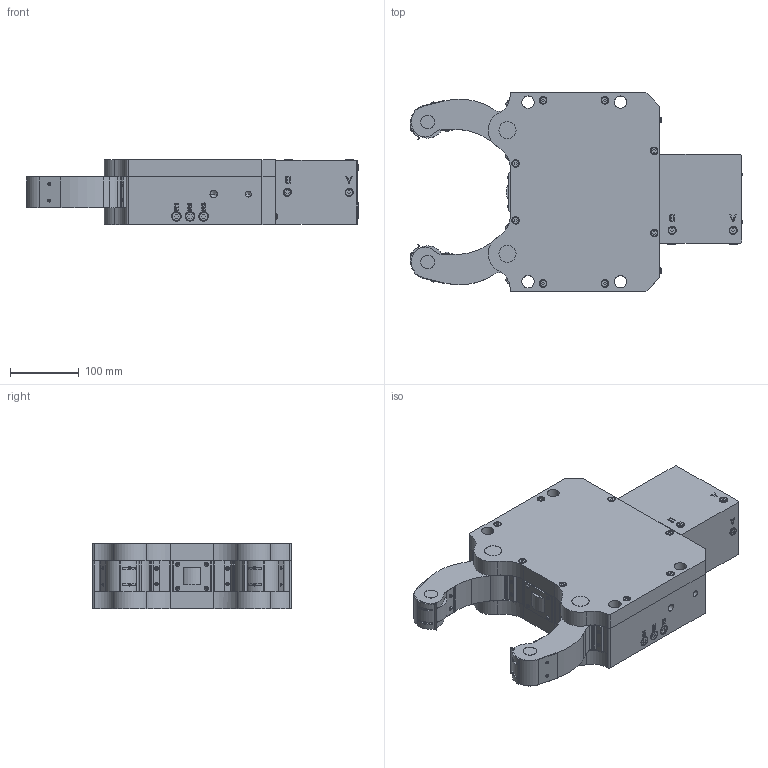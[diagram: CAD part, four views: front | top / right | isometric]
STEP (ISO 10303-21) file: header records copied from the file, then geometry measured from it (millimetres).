
FILE_DESCRIPTION (( 'STEP AP203' ), '1' );
FILE_NAME ('SR-03.STEP', '2024-05-27T07:56:33', ( '' ), ( '' ), 'SwSTEP 2.0', 'SolidWorks 2020', '' );
FILE_SCHEMA (( 'CONFIG_CONTROL_DESIGN' ));
Length unit declared in the file: millimetre
Products named in the file (1): SR-03
Bounding box: 484.13 x 290 x 96 mm (x, y, z)
Volume: 8017113.9 mm3; surface area: 601007.7 mm2
Topology: 61 solids, 61 shells, 1183 faces, 2858 edges, 1818 vertices
Faces by surface type: plane 661, cylinder 243, cone 146, bspline 93, sphere 40
Entity records: 35220 total; most frequent: CARTESIAN_POINT 7878, ORIENTED_EDGE 5572, DIRECTION 5546, EDGE_CURVE 2786, AXIS2_PLACEMENT_3D 1895, VERTEX_POINT 1818, VECTOR 1756, LINE 1756
